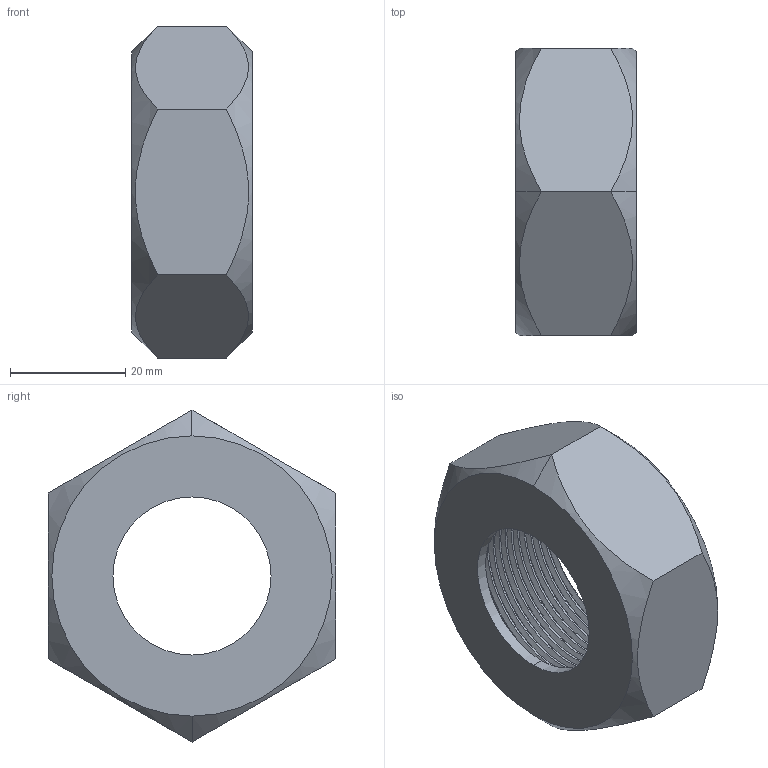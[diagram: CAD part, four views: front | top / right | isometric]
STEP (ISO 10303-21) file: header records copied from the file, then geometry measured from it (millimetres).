
FILE_DESCRIPTION (( 'STEP AP203' ), '1' );
FILE_NAME ('3D_R9364_20_17112220.STEP', '2024-08-20T06:15:05', ( '' ), ( '' ), 'SwSTEP 2.0', 'SolidWorks 2024', '' );
FILE_SCHEMA (( 'CONFIG_CONTROL_DESIGN' ));
Length unit declared in the file: millimetre
Products named in the file (1): 3D_R9364_20_17112220
Bounding box: 21 x 50 x 57.73 mm (x, y, z)
Volume: 24436.1 mm3; surface area: 10081.9 mm2
Topology: 1 solids, 1 shells, 47 faces, 124 edges, 80 vertices
Faces by surface type: cylinder 29, plane 10, cone 4, bspline 4
Entity records: 4203 total; most frequent: CARTESIAN_POINT 3159, ORIENTED_EDGE 248, DIRECTION 154, EDGE_CURVE 124, VERTEX_POINT 80, AXIS2_PLACEMENT_3D 56, EDGE_LOOP 50, ADVANCED_FACE 47
